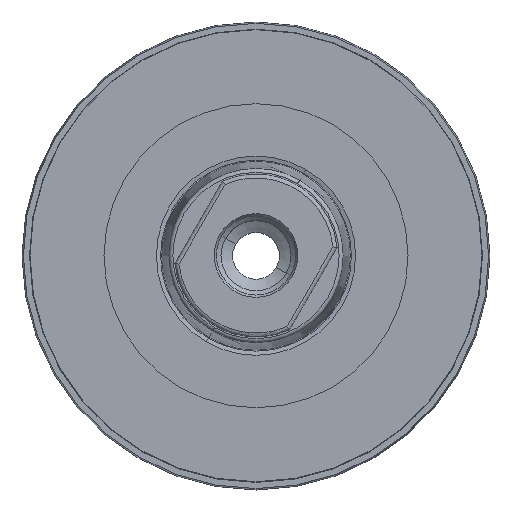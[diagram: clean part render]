
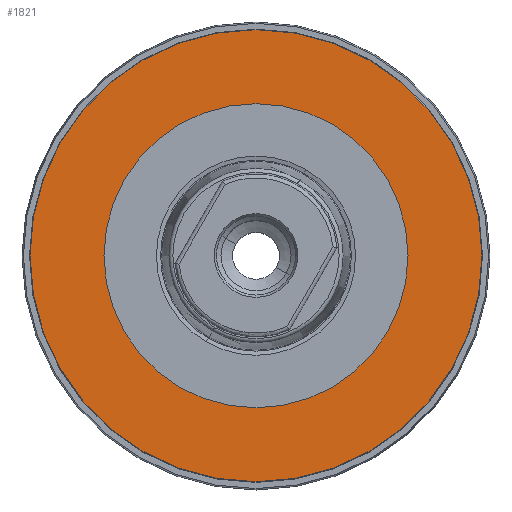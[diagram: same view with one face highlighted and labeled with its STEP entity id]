
A CAD part, top view. The second image highlights one B-rep face of the part: STEP entity #1821.
In plain terms, the highlighted planar face has unit normal (0, 0, 1).
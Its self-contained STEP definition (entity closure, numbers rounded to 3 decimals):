
#663=CARTESIAN_POINT('',(0.,0.,-0.3));
#664=DIRECTION('',(0.,0.,1.));
#665=DIRECTION('',(0.,1.,0.));
#666=AXIS2_PLACEMENT_3D('',#663,#664,#665);
#671=CARTESIAN_POINT('',(0.,0.,-0.3));
#672=DIRECTION('',(0.,0.,-1.));
#673=DIRECTION('',(0.,1.,0.));
#674=AXIS2_PLACEMENT_3D('',#671,#672,#673);
#679=CARTESIAN_POINT('',(0.,0.,-0.3));
#680=DIRECTION('',(0.,0.,-1.));
#681=DIRECTION('',(0.,1.,0.));
#682=AXIS2_PLACEMENT_3D('',#679,#680,#681);
#997=CARTESIAN_POINT('',(0.,0.,-0.3));
#998=DIRECTION('',(0.,0.,1.));
#999=DIRECTION('',(0.,1.,0.));
#1000=AXIS2_PLACEMENT_3D('',#997,#998,#999);
#1205=CARTESIAN_POINT('',(0.,19.5,-0.3));
#1206=CARTESIAN_POINT('',(0.,-19.5,-0.3));
#1207=VERTEX_POINT('',#1205);
#1208=VERTEX_POINT('',#1206);
#1209=CARTESIAN_POINT('',(0.,28.992,-0.3));
#1210=CARTESIAN_POINT('',(0.,-28.992,-0.3));
#1211=VERTEX_POINT('',#1209);
#1212=VERTEX_POINT('',#1210);
#1806=CARTESIAN_POINT('',(0.,0.,-0.3));
#1807=DIRECTION('',(0.,0.,-1.));
#1808=DIRECTION('',(0.,-1.,0.));
#1809=AXIS2_PLACEMENT_3D('',#1806,#1807,#1808);
#1810=PLANE('',#1809);
#1812=ORIENTED_EDGE('',*,*,#1811,.T.);
#1814=ORIENTED_EDGE('',*,*,#1813,.F.);
#1815=EDGE_LOOP('',(#1812,#1814));
#1816=FACE_OUTER_BOUND('',#1815,.F.);
#1817=ORIENTED_EDGE('',*,*,#1801,.T.);
#1818=ORIENTED_EDGE('',*,*,#1785,.F.);
#1819=EDGE_LOOP('',(#1817,#1818));
#1820=FACE_BOUND('',#1819,.F.);
#667=CIRCLE('',#666,19.5);
#675=CIRCLE('',#674,19.5);
#683=CIRCLE('',#682,28.992);
#1001=CIRCLE('',#1000,28.992);
#1785=EDGE_CURVE('',#1207,#1208,#675,.T.);
#1801=EDGE_CURVE('',#1207,#1208,#667,.T.);
#1811=EDGE_CURVE('',#1211,#1212,#683,.T.);
#1813=EDGE_CURVE('',#1211,#1212,#1001,.T.);
#1821=ADVANCED_FACE('',(#1816,#1820),#1810,.F.);
